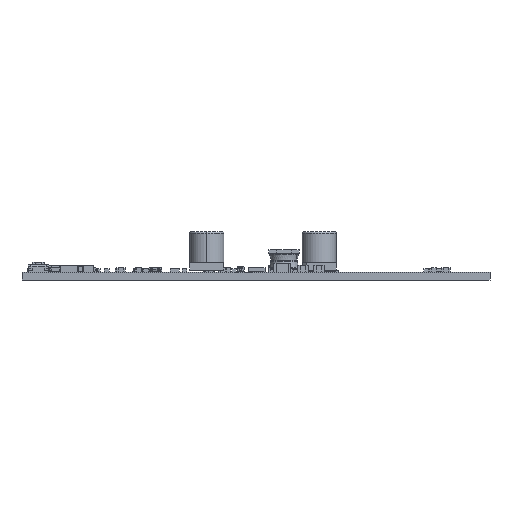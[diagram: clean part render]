
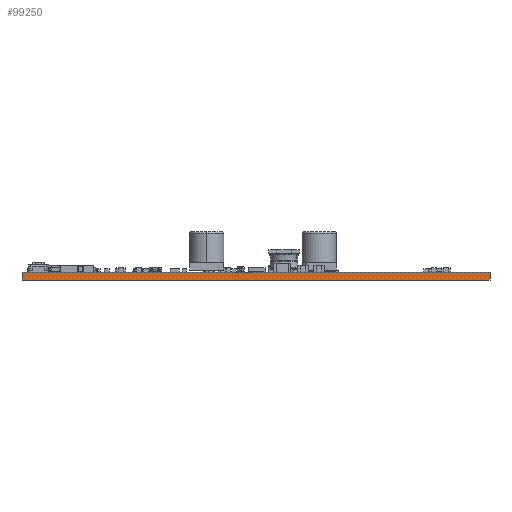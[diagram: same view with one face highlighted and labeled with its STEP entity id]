
A CAD part, front view. The second image highlights one B-rep face of the part: STEP entity #99250.
In plain terms, the highlighted planar face has unit normal (0, -1, 0).
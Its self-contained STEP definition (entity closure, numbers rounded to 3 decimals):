
#3616 = AXIS2_PLACEMENT_3D ( 'NONE', #7899, #33832, #100223 ) ;
#3980 = VECTOR ( 'NONE', #94384, 1000. ) ;
#5225 = DIRECTION ( 'NONE',  ( 1., 0., 0. ) ) ;
#7899 = CARTESIAN_POINT ( 'NONE',  ( 93.218, 0., 1.57 ) ) ;
#11144 = LINE ( 'NONE', #46491, #49478 ) ;
#11775 = CARTESIAN_POINT ( 'NONE',  ( 0., 0., 0. ) ) ;
#18957 = ORIENTED_EDGE ( 'NONE', *, *, #96110, .T. ) ;
#19384 = LINE ( 'NONE', #92767, #106503 ) ;
#21456 = LINE ( 'NONE', #45542, #69076 ) ;
#22540 = FACE_OUTER_BOUND ( 'NONE', #35460, .T. ) ;
#23496 = PLANE ( 'NONE',  #3616 ) ;
#33270 = VERTEX_POINT ( 'NONE', #71040 ) ;
#33832 = DIRECTION ( 'NONE',  ( 0., 1., 0. ) ) ;
#35460 = EDGE_LOOP ( 'NONE', ( #18957, #105904, #49068, #56408 ) ) ;
#43934 = EDGE_CURVE ( 'NONE', #56127, #53734, #19384, .T. ) ;
#45264 = EDGE_CURVE ( 'NONE', #33270, #56127, #21456, .T. ) ;
#45542 = CARTESIAN_POINT ( 'NONE',  ( 93.218, 0., 1.57 ) ) ;
#46491 = CARTESIAN_POINT ( 'NONE',  ( 93.218, 0., 0. ) ) ;
#49068 = ORIENTED_EDGE ( 'NONE', *, *, #45264, .F. ) ;
#49478 = VECTOR ( 'NONE', #105861, 1000. ) ;
#53734 = VERTEX_POINT ( 'NONE', #85191 ) ;
#56127 = VERTEX_POINT ( 'NONE', #67526 ) ;
#56408 = ORIENTED_EDGE ( 'NONE', *, *, #98916, .T. ) ;
#67526 = CARTESIAN_POINT ( 'NONE',  ( 93.218, 0., 1.57 ) ) ;
#69076 = VECTOR ( 'NONE', #5225, 1000. ) ;
#71040 = CARTESIAN_POINT ( 'NONE',  ( 0., 0., 1.57 ) ) ;
#76354 = VERTEX_POINT ( 'NONE', #11775 ) ;
#85191 = CARTESIAN_POINT ( 'NONE',  ( 93.218, 0., 0. ) ) ;
#91315 = DIRECTION ( 'NONE',  ( 0., 0., -1. ) ) ;
#92767 = CARTESIAN_POINT ( 'NONE',  ( 93.218, 0., 1.57 ) ) ;
#94037 = CARTESIAN_POINT ( 'NONE',  ( 0., 0., 1.57 ) ) ;
#94384 = DIRECTION ( 'NONE',  ( 0., 0., -1. ) ) ;
#96110 = EDGE_CURVE ( 'NONE', #76354, #53734, #11144, .T. ) ;
#97789 = LINE ( 'NONE', #94037, #3980 ) ;
#98916 = EDGE_CURVE ( 'NONE', #33270, #76354, #97789, .T. ) ;
#99250 = ADVANCED_FACE ( 'NONE', ( #22540 ), #23496, .F. ) ;
#100223 = DIRECTION ( 'NONE',  ( 0., 0., 1. ) ) ;
#105861 = DIRECTION ( 'NONE',  ( 1., 0., 0. ) ) ;
#105904 = ORIENTED_EDGE ( 'NONE', *, *, #43934, .F. ) ;
#106503 = VECTOR ( 'NONE', #91315, 1000. ) ;
